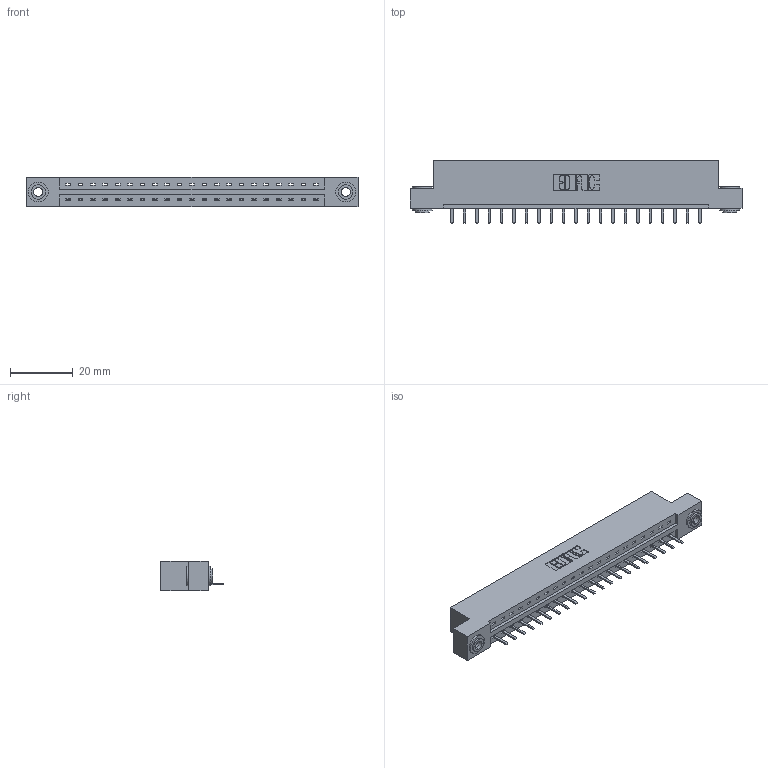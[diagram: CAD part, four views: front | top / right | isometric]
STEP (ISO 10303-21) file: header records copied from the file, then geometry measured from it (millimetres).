
FILE_DESCRIPTION (( 'STEP AP203' ), '1' );
FILE_NAME ('337-021-520-103.STEP', '2019-09-28T23:54:27', ( '' ), ( '' ), 'SwSTEP 2.0', 'SolidWorks 2016', '' );
FILE_SCHEMA (( 'CONFIG_CONTROL_DESIGN' ));
Length unit declared in the file: inch
Products named in the file (4): 337 Part_Flush Mounting Lugs - 0.156 Dia-TH; 345-250-002_345-250-002-102; 345-292-001_345-293-120; 337-021-520-103
Assembly tree (24 placements, depth 2):
  337-021-520-103
    337 Part_Flush Mounting Lugs - 0.156 Dia-TH
    345-292-001_345-293-120  x21
    345-250-002_345-250-002-102  x2
Bounding box: 106.22 x 20.02 x 9.4 mm (x, y, z)
Volume: 10736.3 mm3; surface area: 10993.1 mm2
Topology: 24 solids, 24 shells, 1538 faces, 4503 edges, 2942 vertices
Faces by surface type: plane 1088, cylinder 442, cone 8
Entity records: 19090 total; most frequent: CARTESIAN_POINT 3312, ORIENTED_EDGE 3250, DIRECTION 2853, EDGE_CURVE 1625, VECTOR 1469, LINE 1469, VERTEX_POINT 1078, AXIS2_PLACEMENT_3D 692
